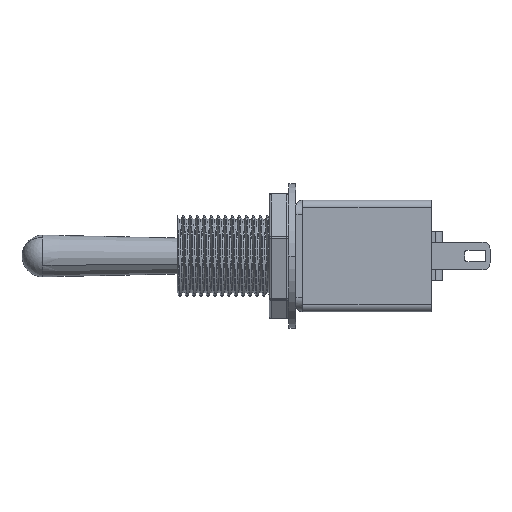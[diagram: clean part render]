
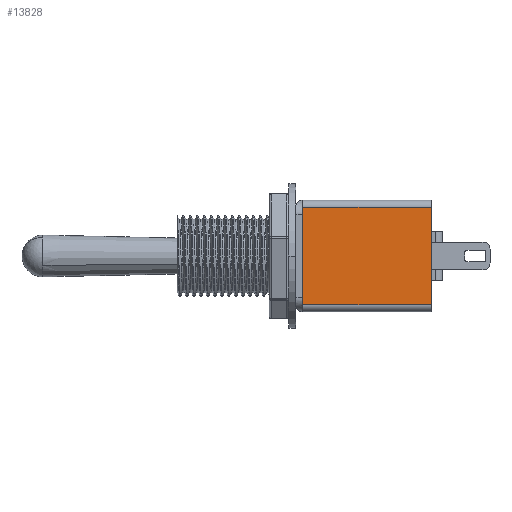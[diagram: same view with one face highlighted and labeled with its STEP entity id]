
A CAD part, left-side view. The second image highlights one B-rep face of the part: STEP entity #13828.
In plain terms, the highlighted face is planar.
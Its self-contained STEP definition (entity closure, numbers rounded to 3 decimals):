
#208 = LINE ( 'NONE', #13087, #14265 ) ;
#993 = DIRECTION ( 'NONE',  ( 0., 0., -1. ) ) ;
#1123 = VERTEX_POINT ( 'NONE', #11814 ) ;
#1756 = EDGE_CURVE ( 'NONE', #5455, #18391, #21594, .T. ) ;
#2234 = PLANE ( 'NONE',  #9285 ) ;
#3298 = CARTESIAN_POINT ( 'NONE',  ( 0., 13., 9.2 ) ) ;
#3360 = CARTESIAN_POINT ( 'NONE',  ( 7.5, 13., 0. ) ) ;
#4281 = CARTESIAN_POINT ( 'NONE',  ( 7.5, 13., 9.2 ) ) ;
#4771 = LINE ( 'NONE', #12173, #15532 ) ;
#5106 = CARTESIAN_POINT ( 'NONE',  ( 0.5, 13., 9.2 ) ) ;
#5455 = VERTEX_POINT ( 'NONE', #4281 ) ;
#7125 = VERTEX_POINT ( 'NONE', #5106 ) ;
#7812 = DIRECTION ( 'NONE',  ( 0., 0., 1. ) ) ;
#9285 = AXIS2_PLACEMENT_3D ( 'NONE', #21774, #17886, #993 ) ;
#9590 = VECTOR ( 'NONE', #22694, 1000. ) ;
#9682 = ORIENTED_EDGE ( 'NONE', *, *, #1756, .T. ) ;
#10144 = EDGE_CURVE ( 'NONE', #1123, #7125, #208, .T. ) ;
#10718 = ORIENTED_EDGE ( 'NONE', *, *, #10144, .T. ) ;
#11048 = LINE ( 'NONE', #3298, #9590 ) ;
#11415 = EDGE_CURVE ( 'NONE', #18391, #1123, #4771, .T. ) ;
#11814 = CARTESIAN_POINT ( 'NONE',  ( 0.5, 13., 0. ) ) ;
#12173 = CARTESIAN_POINT ( 'NONE',  ( 0., 13., 0. ) ) ;
#13087 = CARTESIAN_POINT ( 'NONE',  ( 0.5, 13., 9.2 ) ) ;
#13124 = ORIENTED_EDGE ( 'NONE', *, *, #11415, .T. ) ;
#13822 = CARTESIAN_POINT ( 'NONE',  ( 7.5, 13., 9.2 ) ) ;
#13828 = ADVANCED_FACE ( 'NONE', ( #19409 ), #2234, .F. ) ;
#13878 = EDGE_LOOP ( 'NONE', ( #22647, #9682, #13124, #10718 ) ) ;
#14265 = VECTOR ( 'NONE', #7812, 1000. ) ;
#15474 = EDGE_CURVE ( 'NONE', #5455, #7125, #11048, .T. ) ;
#15532 = VECTOR ( 'NONE', #15816, 1000. ) ;
#15816 = DIRECTION ( 'NONE',  ( -1., 0., 0. ) ) ;
#15833 = DIRECTION ( 'NONE',  ( 0., 0., -1. ) ) ;
#17886 = DIRECTION ( 'NONE',  ( 0., -1., 0. ) ) ;
#18391 = VERTEX_POINT ( 'NONE', #3360 ) ;
#19409 = FACE_OUTER_BOUND ( 'NONE', #13878, .T. ) ;
#21594 = LINE ( 'NONE', #13822, #21660 ) ;
#21660 = VECTOR ( 'NONE', #15833, 1000. ) ;
#21774 = CARTESIAN_POINT ( 'NONE',  ( 0., 13., 9.2 ) ) ;
#22647 = ORIENTED_EDGE ( 'NONE', *, *, #15474, .F. ) ;
#22694 = DIRECTION ( 'NONE',  ( -1., 0., 0. ) ) ;
